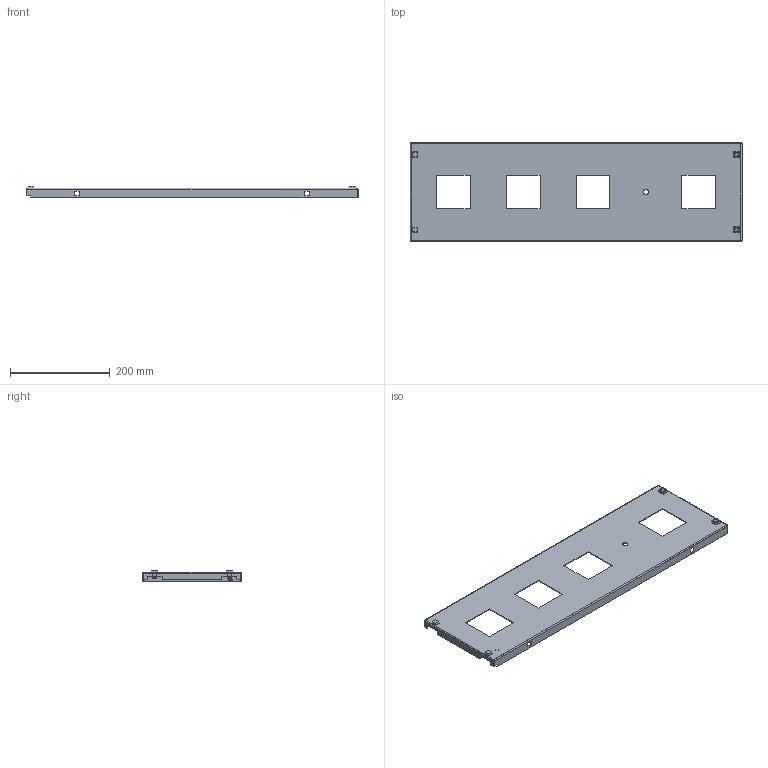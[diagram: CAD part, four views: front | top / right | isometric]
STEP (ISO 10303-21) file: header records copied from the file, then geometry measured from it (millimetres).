
FILE_DESCRIPTION (( 'STEP AP214' ), '1' );
FILE_NAME ('R5PI724.STEP', '2014-02-19T12:18:26', ( '' ), ( '' ), 'SwSTEP 2.0', 'SolidWorks 2012', '' );
FILE_SCHEMA (( 'AUTOMOTIVE_DESIGN' ));
Products named in the file (6): end-cap_AC00C061; land_Ïî óìîë÷àíèþ; Borchia quadra per pannelli distribuzione_AC00C147; AC00C129_Ïî óìîë÷àíèþ; Sectional modular door internal_QB09C189; R5PI724
Assembly tree (7 placements, depth 2):
  R5PI724
    Sectional modular door internal_QB09C189
    AC00C129_Ïî óìîë÷àíèþ  x2
    Borchia quadra per pannelli distribuzione_AC00C147  x2
    land_Ïî óìîë÷àíèþ
    end-cap_AC00C061
Bounding box: 665 x 198 x 23.5 mm (x, y, z)
Volume: 216011.6 mm3; surface area: 292157.7 mm2
Topology: 8 solids, 8 shells, 633 faces, 1803 edges, 1191 vertices
Faces by surface type: bspline 287, plane 206, cylinder 126, cone 14
Entity records: 94708 total; most frequent: CARTESIAN_POINT 83356, ORIENTED_EDGE 3164, EDGE_CURVE 1582, DIRECTION 1159, VERTEX_POINT 1044, B_SPLINE_CURVE_WITH_KNOTS 747, EDGE_LOOP 586, FACE_OUTER_BOUND 553
